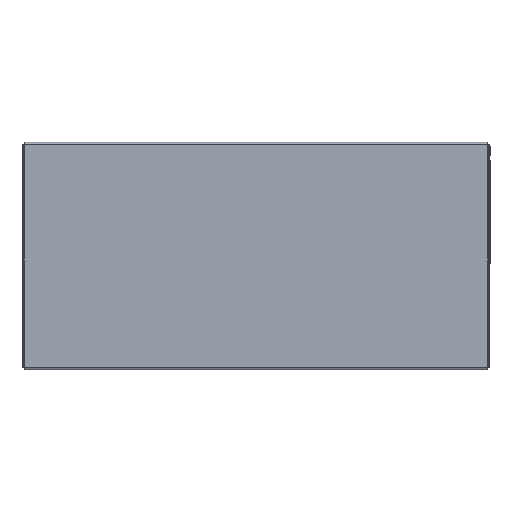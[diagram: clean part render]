
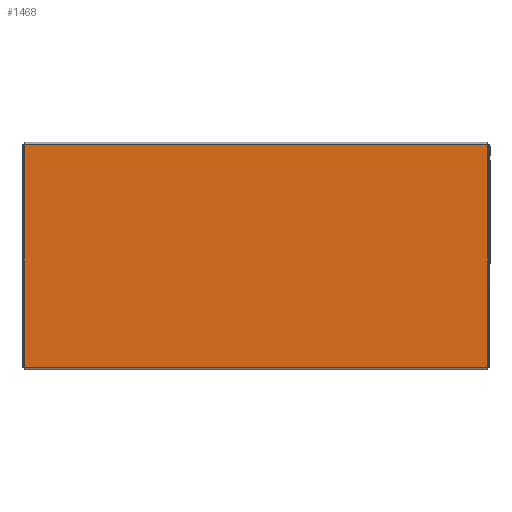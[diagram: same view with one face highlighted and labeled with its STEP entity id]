
A CAD part, top view. The second image highlights one B-rep face of the part: STEP entity #1468.
In plain terms, the highlighted planar face has unit normal (0, 0, 1).
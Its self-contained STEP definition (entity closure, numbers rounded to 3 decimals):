
#69 = CARTESIAN_POINT ( 'NONE',  ( -250.5, 120.5, 0. ) ) ;
#89 = VECTOR ( 'NONE', #464, 1000. ) ;
#118 = EDGE_CURVE ( 'NONE', #783, #580, #917, .T. ) ;
#122 = DIRECTION ( 'NONE',  ( 1., 0., 0. ) ) ;
#135 = VECTOR ( 'NONE', #1185, 1000. ) ;
#242 = VERTEX_POINT ( 'NONE', #791 ) ;
#394 = CARTESIAN_POINT ( 'NONE',  ( 0., 0., 0. ) ) ;
#413 = EDGE_CURVE ( 'NONE', #580, #242, #819, .T. ) ;
#464 = DIRECTION ( 'NONE',  ( -1., 0., 0. ) ) ;
#530 = VECTOR ( 'NONE', #1006, 1000. ) ;
#580 = VERTEX_POINT ( 'NONE', #1292 ) ;
#677 = CARTESIAN_POINT ( 'NONE',  ( 250.5, 120.5, 0. ) ) ;
#698 = CARTESIAN_POINT ( 'NONE',  ( 250.5, -120.5, 0. ) ) ;
#717 = FACE_OUTER_BOUND ( 'NONE', #1594, .T. ) ;
#771 = LINE ( 'NONE', #698, #1079 ) ;
#783 = VERTEX_POINT ( 'NONE', #69 ) ;
#791 = CARTESIAN_POINT ( 'NONE',  ( 250.5, -120.5, 0. ) ) ;
#819 = LINE ( 'NONE', #1272, #530 ) ;
#844 = DIRECTION ( 'NONE',  ( 0., 0., 1. ) ) ;
#882 = AXIS2_PLACEMENT_3D ( 'NONE', #394, #844, #122 ) ;
#901 = VERTEX_POINT ( 'NONE', #677 ) ;
#917 = LINE ( 'NONE', #1748, #135 ) ;
#988 = DIRECTION ( 'NONE',  ( 0., 1., 0. ) ) ;
#1006 = DIRECTION ( 'NONE',  ( 1., 0., 0. ) ) ;
#1013 = LINE ( 'NONE', #1307, #89 ) ;
#1062 = EDGE_CURVE ( 'NONE', #901, #783, #1013, .T. ) ;
#1079 = VECTOR ( 'NONE', #988, 1000. ) ;
#1095 = ORIENTED_EDGE ( 'NONE', *, *, #1062, .T. ) ;
#1185 = DIRECTION ( 'NONE',  ( 0., -1., 0. ) ) ;
#1272 = CARTESIAN_POINT ( 'NONE',  ( 250.5, -120.5, 0. ) ) ;
#1292 = CARTESIAN_POINT ( 'NONE',  ( -250.5, -120.5, 0. ) ) ;
#1307 = CARTESIAN_POINT ( 'NONE',  ( 250.5, 120.5, 0. ) ) ;
#1446 = ORIENTED_EDGE ( 'NONE', *, *, #413, .T. ) ;
#1468 = ADVANCED_FACE ( 'NONE', ( #717 ), #1839, .T. ) ;
#1517 = EDGE_CURVE ( 'NONE', #242, #901, #771, .T. ) ;
#1523 = ORIENTED_EDGE ( 'NONE', *, *, #118, .T. ) ;
#1547 = ORIENTED_EDGE ( 'NONE', *, *, #1517, .T. ) ;
#1594 = EDGE_LOOP ( 'NONE', ( #1523, #1446, #1547, #1095 ) ) ;
#1748 = CARTESIAN_POINT ( 'NONE',  ( -250.5, -120.5, 0. ) ) ;
#1839 = PLANE ( 'NONE',  #882 ) ;
